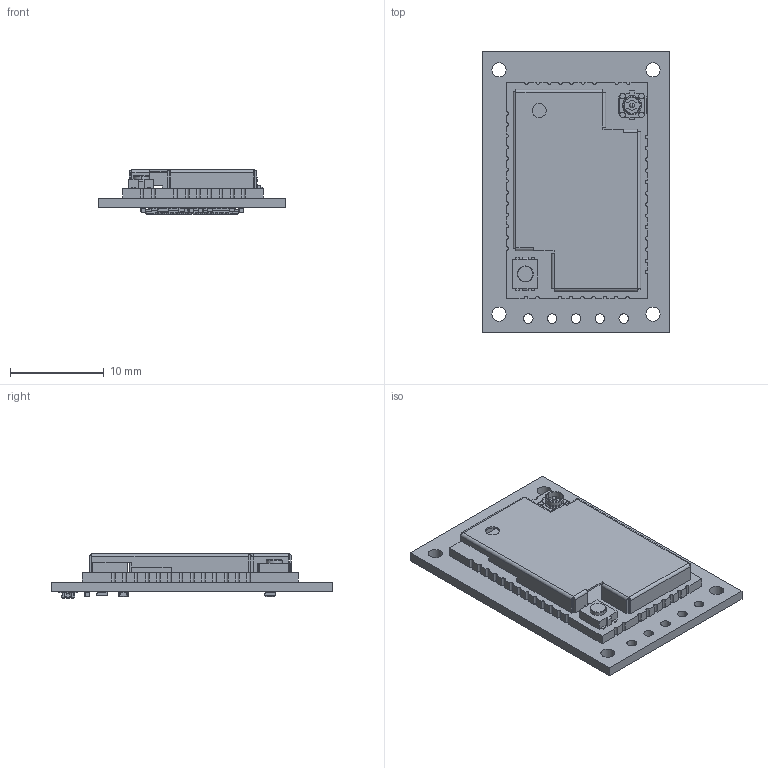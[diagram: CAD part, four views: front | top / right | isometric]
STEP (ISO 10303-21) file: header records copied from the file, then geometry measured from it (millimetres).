
FILE_DESCRIPTION(('Open CASCADE Model'),'2;1');
FILE_NAME('Open CASCADE Shape Model','2021-06-15T15:28:13',('Author'),( 'Open CASCADE'),'Open CASCADE STEP processor 6.8','Open CASCADE 6.8' ,'Unknown');
FILE_SCHEMA(('AUTOMOTIVE_DESIGN { 1 0 10303 214 1 1 1 1 }'));
Length unit declared in the file: millimetre
Products named in the file (30): PCB; Board; Open CASCADE STEP translator 6.8 2.1.1; U1; pwb-rak11300; PWB-RAK11300; Open CASCADE STEP translator 6.8 2.2.1.1.1; Open CASCADE STEP translator 6.8 2.2.1.1.2; IPEX-FEMALE; RAKU70580016; Open CASCADE STEP translator 6.8 2.2.1.3.1; Open CASCADE STEP translator 6.8 2.2.1.3.2; 1610C00D; Open CASCADE STEP translator 6.8 2.2.1.4.1; Open CASCADE STEP translator 6.8 2.2.1.4.2; R6; RES_1005-0402; R5; R4; R3; R2; J1; axe640124; C6; C0402; C5; C4; C3; C2; C1
Assembly tree (38 placements, depth 5):
  PCB
    Board
      Open CASCADE STEP translator 6.8 2.1.1
    U1
      pwb-rak11300
        PWB-RAK11300
          Open CASCADE STEP translator 6.8 2.2.1.1.1
          Open CASCADE STEP translator 6.8 2.2.1.1.2
        IPEX-FEMALE
        RAKU70580016
          Open CASCADE STEP translator 6.8 2.2.1.3.1
          Open CASCADE STEP translator 6.8 2.2.1.3.2
        1610C00D
          Open CASCADE STEP translator 6.8 2.2.1.4.1
          Open CASCADE STEP translator 6.8 2.2.1.4.2
    R6
      RES_1005-0402
    R5
      RES_1005-0402
    R4
      RES_1005-0402
    R3
      RES_1005-0402
    R2
      RES_1005-0402
    J1
      axe640124
    C6
      C0402
    C5
      C0402
    C4
      C0402
    C3
      C0402
    C2
      C0402
    C1
      C0402
Bounding box: 20 x 30 x 4.7 mm (x, y, z)
Volume: 1050.8 mm3; surface area: 2978.7 mm2
Topology: 32 solids, 32 shells, 1915 faces, 5559 edges, 4371 vertices
Faces by surface type: plane 1208, cylinder 360, bspline 220, sphere 110, cone 11, torus 6
Full cylindrical faces by diameter (mm): 1.016 x5, 1.5 x4
Entity records: 47461 total; most frequent: CARTESIAN_POINT 11101, DIRECTION 6675, ORIENTED_EDGE 6332, EDGE_CURVE 3166, LINE 3061, VECTOR 3061, VERTEX_POINT 2031, AXIS2_PLACEMENT_3D 1807
